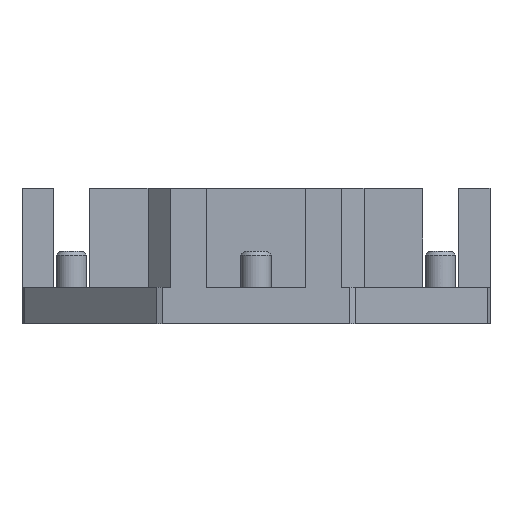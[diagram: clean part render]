
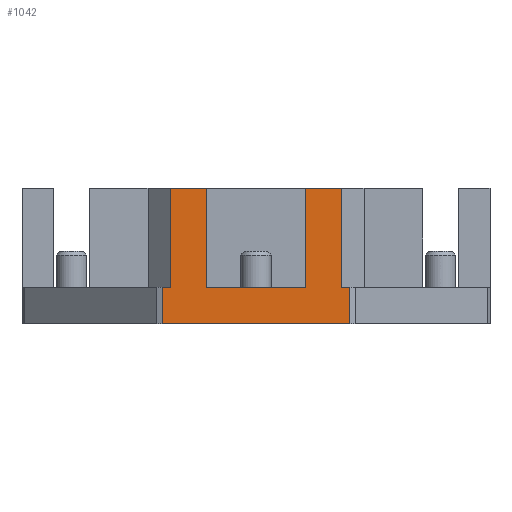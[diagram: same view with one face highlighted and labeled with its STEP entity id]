
A CAD part, front view. The second image highlights one B-rep face of the part: STEP entity #1042.
In plain terms, the highlighted planar face has unit normal (0, -1, 0).
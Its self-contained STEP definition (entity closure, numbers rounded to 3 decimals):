
#36 = ORIENTED_EDGE ( 'NONE', *, *, #4981, .F. ) ;
#89 = DIRECTION ( 'NONE',  ( 0., 0., -1. ) ) ;
#101 = DIRECTION ( 'NONE',  ( -1., 0., 0. ) ) ;
#129 = LINE ( 'NONE', #5577, #5128 ) ;
#200 = VERTEX_POINT ( 'NONE', #2600 ) ;
#253 = EDGE_LOOP ( 'NONE', ( #6739, #3793, #1009, #6659, #2179, #6963, #847, #3741, #6579, #2422, #5118, #36 ) ) ;
#299 = EDGE_CURVE ( 'NONE', #1742, #5086, #2135, .T. ) ;
#345 = VERTEX_POINT ( 'NONE', #2106 ) ;
#380 = CARTESIAN_POINT ( 'NONE',  ( -4.75, -13., 5.5 ) ) ;
#495 = DIRECTION ( 'NONE',  ( 0., 0., -1. ) ) ;
#514 = CARTESIAN_POINT ( 'NONE',  ( 2.75, -13., 5.5 ) ) ;
#688 = DIRECTION ( 'NONE',  ( -1., 0., 0. ) ) ;
#699 = DIRECTION ( 'NONE',  ( 0., 0., -1. ) ) ;
#707 = LINE ( 'NONE', #2880, #1055 ) ;
#732 = CARTESIAN_POINT ( 'NONE',  ( -2.75, -13., 5.5 ) ) ;
#734 = LINE ( 'NONE', #1754, #4334 ) ;
#847 = ORIENTED_EDGE ( 'NONE', *, *, #3406, .T. ) ;
#926 = VECTOR ( 'NONE', #89, 1000. ) ;
#951 = EDGE_CURVE ( 'NONE', #5086, #200, #1262, .T. ) ;
#1009 = ORIENTED_EDGE ( 'NONE', *, *, #3118, .T. ) ;
#1042 = ADVANCED_FACE ( 'NONE', ( #5891 ), #4829, .F. ) ;
#1055 = VECTOR ( 'NONE', #1804, 1000. ) ;
#1107 = DIRECTION ( 'NONE',  ( 0., 0., 1. ) ) ;
#1219 = CARTESIAN_POINT ( 'NONE',  ( 0., -13., 0. ) ) ;
#1262 = LINE ( 'NONE', #4640, #2646 ) ;
#1352 = CARTESIAN_POINT ( 'NONE',  ( 2.75, -13., 0. ) ) ;
#1367 = VERTEX_POINT ( 'NONE', #3921 ) ;
#1369 = EDGE_CURVE ( 'NONE', #1742, #4686, #6104, .T. ) ;
#1411 = VERTEX_POINT ( 'NONE', #732 ) ;
#1586 = CARTESIAN_POINT ( 'NONE',  ( 4.75, -13., 5.5 ) ) ;
#1662 = LINE ( 'NONE', #6476, #6622 ) ;
#1708 = VERTEX_POINT ( 'NONE', #5636 ) ;
#1742 = VERTEX_POINT ( 'NONE', #1352 ) ;
#1754 = CARTESIAN_POINT ( 'NONE',  ( 0., -13., -2. ) ) ;
#1804 = DIRECTION ( 'NONE',  ( 1., 0., 0. ) ) ;
#1973 = DIRECTION ( 'NONE',  ( 0., 1., 0. ) ) ;
#2106 = CARTESIAN_POINT ( 'NONE',  ( 5.196, -13., 0. ) ) ;
#2135 = LINE ( 'NONE', #514, #6375 ) ;
#2179 = ORIENTED_EDGE ( 'NONE', *, *, #5334, .F. ) ;
#2198 = VECTOR ( 'NONE', #3388, 1000. ) ;
#2422 = ORIENTED_EDGE ( 'NONE', *, *, #299, .F. ) ;
#2550 = DIRECTION ( 'NONE',  ( 0., 0., 1. ) ) ;
#2600 = CARTESIAN_POINT ( 'NONE',  ( 4.75, -13., 5.5 ) ) ;
#2624 = VERTEX_POINT ( 'NONE', #4172 ) ;
#2646 = VECTOR ( 'NONE', #6819, 1000. ) ;
#2790 = LINE ( 'NONE', #3257, #926 ) ;
#2880 = CARTESIAN_POINT ( 'NONE',  ( -5.75, -13., 5.5 ) ) ;
#3118 = EDGE_CURVE ( 'NONE', #1708, #5541, #1662, .T. ) ;
#3231 = CARTESIAN_POINT ( 'NONE',  ( -4.75, -13., 5.5 ) ) ;
#3257 = CARTESIAN_POINT ( 'NONE',  ( -5.196, -13., -2. ) ) ;
#3279 = LINE ( 'NONE', #5992, #6280 ) ;
#3288 = EDGE_CURVE ( 'NONE', #4841, #1411, #707, .T. ) ;
#3388 = DIRECTION ( 'NONE',  ( -1., 0., 0. ) ) ;
#3406 = EDGE_CURVE ( 'NONE', #345, #2624, #4649, .T. ) ;
#3646 = VECTOR ( 'NONE', #2550, 1000. ) ;
#3741 = ORIENTED_EDGE ( 'NONE', *, *, #4800, .F. ) ;
#3747 = VECTOR ( 'NONE', #495, 1000. ) ;
#3778 = VECTOR ( 'NONE', #4792, 1000. ) ;
#3793 = ORIENTED_EDGE ( 'NONE', *, *, #3889, .F. ) ;
#3889 = EDGE_CURVE ( 'NONE', #1708, #4841, #5250, .T. ) ;
#3921 = CARTESIAN_POINT ( 'NONE',  ( -5.196, -13., -2. ) ) ;
#4142 = DIRECTION ( 'NONE',  ( 1., 0., 0. ) ) ;
#4155 = CARTESIAN_POINT ( 'NONE',  ( -2.75, -13., 0. ) ) ;
#4172 = CARTESIAN_POINT ( 'NONE',  ( 4.75, -13., 0. ) ) ;
#4334 = VECTOR ( 'NONE', #688, 1000. ) ;
#4378 = VERTEX_POINT ( 'NONE', #6424 ) ;
#4640 = CARTESIAN_POINT ( 'NONE',  ( -5.75, -13., 5.5 ) ) ;
#4649 = LINE ( 'NONE', #5297, #3778 ) ;
#4686 = VERTEX_POINT ( 'NONE', #4155 ) ;
#4792 = DIRECTION ( 'NONE',  ( -1., 0., 0. ) ) ;
#4800 = EDGE_CURVE ( 'NONE', #200, #2624, #5436, .T. ) ;
#4829 = PLANE ( 'NONE',  #5723 ) ;
#4841 = VERTEX_POINT ( 'NONE', #3231 ) ;
#4981 = EDGE_CURVE ( 'NONE', #1411, #4686, #129, .T. ) ;
#5086 = VERTEX_POINT ( 'NONE', #5827 ) ;
#5118 = ORIENTED_EDGE ( 'NONE', *, *, #1369, .T. ) ;
#5128 = VECTOR ( 'NONE', #699, 1000. ) ;
#5200 = EDGE_CURVE ( 'NONE', #5541, #1367, #2790, .T. ) ;
#5250 = LINE ( 'NONE', #380, #3646 ) ;
#5297 = CARTESIAN_POINT ( 'NONE',  ( 0., -13., 0. ) ) ;
#5334 = EDGE_CURVE ( 'NONE', #4378, #1367, #734, .T. ) ;
#5436 = LINE ( 'NONE', #1586, #3747 ) ;
#5541 = VERTEX_POINT ( 'NONE', #5991 ) ;
#5577 = CARTESIAN_POINT ( 'NONE',  ( -2.75, -13., 5.5 ) ) ;
#5636 = CARTESIAN_POINT ( 'NONE',  ( -4.75, -13., 0. ) ) ;
#5723 = AXIS2_PLACEMENT_3D ( 'NONE', #6858, #1973, #4142 ) ;
#5827 = CARTESIAN_POINT ( 'NONE',  ( 2.75, -13., 5.5 ) ) ;
#5891 = FACE_OUTER_BOUND ( 'NONE', #253, .T. ) ;
#5990 = EDGE_CURVE ( 'NONE', #4378, #345, #3279, .T. ) ;
#5991 = CARTESIAN_POINT ( 'NONE',  ( -5.196, -13., 0. ) ) ;
#5992 = CARTESIAN_POINT ( 'NONE',  ( 5.196, -13., -2. ) ) ;
#6104 = LINE ( 'NONE', #1219, #2198 ) ;
#6280 = VECTOR ( 'NONE', #6532, 1000. ) ;
#6375 = VECTOR ( 'NONE', #1107, 1000. ) ;
#6424 = CARTESIAN_POINT ( 'NONE',  ( 5.196, -13., -2. ) ) ;
#6476 = CARTESIAN_POINT ( 'NONE',  ( 0., -13., 0. ) ) ;
#6532 = DIRECTION ( 'NONE',  ( 0., 0., 1. ) ) ;
#6579 = ORIENTED_EDGE ( 'NONE', *, *, #951, .F. ) ;
#6622 = VECTOR ( 'NONE', #101, 1000. ) ;
#6659 = ORIENTED_EDGE ( 'NONE', *, *, #5200, .T. ) ;
#6739 = ORIENTED_EDGE ( 'NONE', *, *, #3288, .F. ) ;
#6819 = DIRECTION ( 'NONE',  ( 1., 0., 0. ) ) ;
#6858 = CARTESIAN_POINT ( 'NONE',  ( -5.75, -13., 5.5 ) ) ;
#6963 = ORIENTED_EDGE ( 'NONE', *, *, #5990, .T. ) ;
